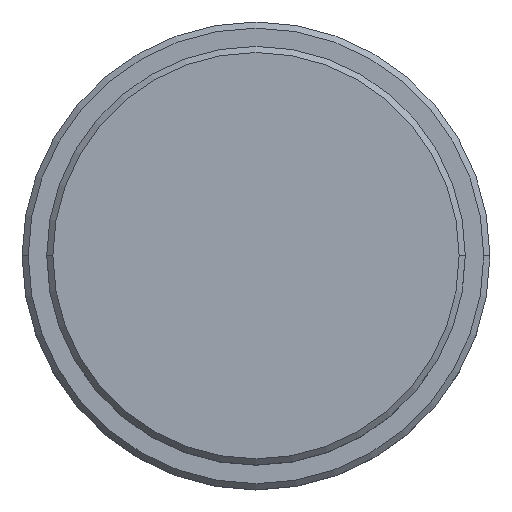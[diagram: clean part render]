
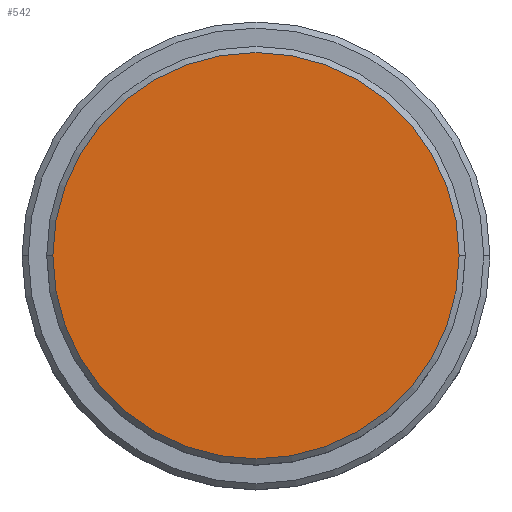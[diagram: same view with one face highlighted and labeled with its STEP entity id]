
A CAD part, top view. The second image highlights one B-rep face of the part: STEP entity #542.
In plain terms, the highlighted planar face has unit normal (0, 0, 1).
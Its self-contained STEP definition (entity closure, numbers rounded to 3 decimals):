
#14 = AXIS2_PLACEMENT_3D ( 'NONE', #158, #489, #23 ) ;
#23 = DIRECTION ( 'NONE',  ( 1., 0., 0. ) ) ;
#52 = CARTESIAN_POINT ( 'NONE',  ( 0., 0., 0. ) ) ;
#74 = FACE_OUTER_BOUND ( 'NONE', #1337, .T. ) ;
#84 = ORIENTED_EDGE ( 'NONE', *, *, #682, .T. ) ;
#108 = VERTEX_POINT ( 'NONE', #526 ) ;
#158 = CARTESIAN_POINT ( 'NONE',  ( 0., 0., 0. ) ) ;
#189 = PLANE ( 'NONE',  #622 ) ;
#412 = VERTEX_POINT ( 'NONE', #891 ) ;
#489 = DIRECTION ( 'NONE',  ( 0., 0., 1. ) ) ;
#494 = CARTESIAN_POINT ( 'NONE',  ( 0., 0., 0. ) ) ;
#526 = CARTESIAN_POINT ( 'NONE',  ( -16.5, 0., 0. ) ) ;
#542 = ADVANCED_FACE ( 'NONE', ( #74 ), #189, .T. ) ;
#556 = ORIENTED_EDGE ( 'NONE', *, *, #844, .T. ) ;
#613 = DIRECTION ( 'NONE',  ( 1., 0., 0. ) ) ;
#620 = DIRECTION ( 'NONE',  ( 1., 0., 0. ) ) ;
#622 = AXIS2_PLACEMENT_3D ( 'NONE', #494, #1363, #613 ) ;
#682 = EDGE_CURVE ( 'NONE', #108, #412, #895, .T. ) ;
#844 = EDGE_CURVE ( 'NONE', #412, #108, #1098, .T. ) ;
#851 = AXIS2_PLACEMENT_3D ( 'NONE', #52, #1249, #620 ) ;
#891 = CARTESIAN_POINT ( 'NONE',  ( 16.5, 0., 0. ) ) ;
#895 = CIRCLE ( 'NONE', #851, 16.5 ) ;
#1098 = CIRCLE ( 'NONE', #14, 16.5 ) ;
#1249 = DIRECTION ( 'NONE',  ( 0., 0., 1. ) ) ;
#1337 = EDGE_LOOP ( 'NONE', ( #84, #556 ) ) ;
#1363 = DIRECTION ( 'NONE',  ( 0., 0., 1. ) ) ;
